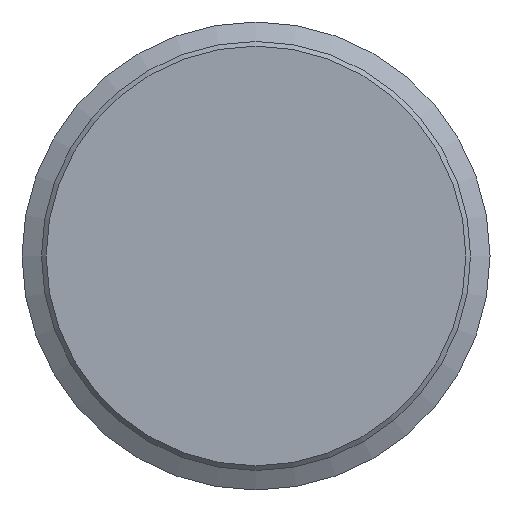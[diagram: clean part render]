
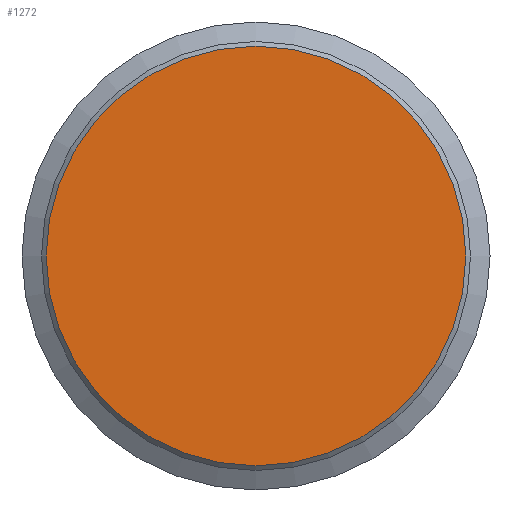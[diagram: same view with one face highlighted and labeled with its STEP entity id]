
A CAD part, front view. The second image highlights one B-rep face of the part: STEP entity #1272.
In plain terms, the highlighted planar face has unit normal (0, -1, 0).
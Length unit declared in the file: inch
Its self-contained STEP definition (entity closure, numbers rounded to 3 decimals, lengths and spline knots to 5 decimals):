
#54 = EDGE_CURVE ( 'NONE', #501, #501, #222, .T. ) ;
#82 = DIRECTION ( 'NONE',  ( 0., 0., -1. ) ) ;
#121 = ORIENTED_EDGE ( 'NONE', *, *, #54, .F. ) ;
#222 = CIRCLE ( 'NONE', #525, 0.52953 ) ;
#441 = CARTESIAN_POINT ( 'NONE',  ( 0., -1.9685, 0. ) ) ;
#501 = VERTEX_POINT ( 'NONE', #1127 ) ;
#525 = AXIS2_PLACEMENT_3D ( 'NONE', #441, #1152, #732 ) ;
#718 = AXIS2_PLACEMENT_3D ( 'NONE', #915, #808, #82 ) ;
#732 = DIRECTION ( 'NONE',  ( 0., 0., 1. ) ) ;
#808 = DIRECTION ( 'NONE',  ( 0., -1., 0. ) ) ;
#888 = FACE_OUTER_BOUND ( 'NONE', #1289, .T. ) ;
#915 = CARTESIAN_POINT ( 'NONE',  ( 0., -1.9685, 0. ) ) ;
#1127 = CARTESIAN_POINT ( 'NONE',  ( 0., -1.9685, 0.52953 ) ) ;
#1152 = DIRECTION ( 'NONE',  ( 0., 1., 0. ) ) ;
#1207 = PLANE ( 'NONE',  #718 ) ;
#1272 = ADVANCED_FACE ( 'NONE', ( #888 ), #1207, .T. ) ;
#1289 = EDGE_LOOP ( 'NONE', ( #121 ) ) ;
